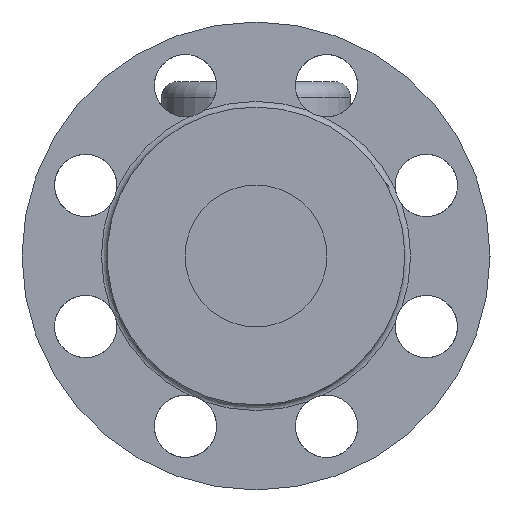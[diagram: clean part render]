
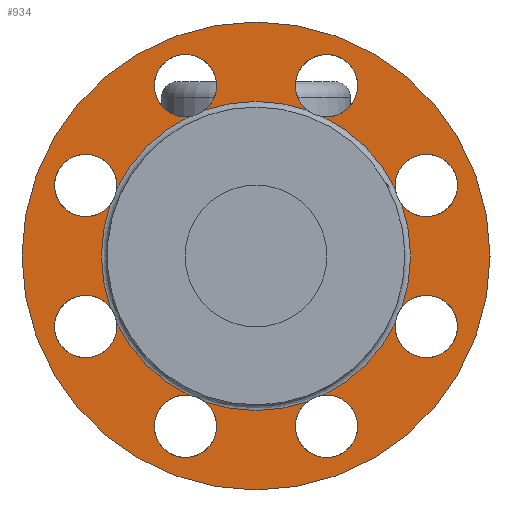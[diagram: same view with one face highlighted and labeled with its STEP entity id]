
A CAD part, left-side view. The second image highlights one B-rep face of the part: STEP entity #934.
In plain terms, the highlighted free-form (B-spline) face has degree [1, 1] with [2, 2] control points.
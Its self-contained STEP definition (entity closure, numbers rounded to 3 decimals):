
#230=CARTESIAN_POINT('',(-108.0,0.0,82.5));
#231=VERTEX_POINT('',#230);
#232=CARTESIAN_POINT('',(-108.0,0.0,0.));
#233=DIRECTION('',(-1.0,0.0,0.0));
#234=DIRECTION('',(0.0,0.0,1.0));
#235=AXIS2_PLACEMENT_3D('',#232,#233,#234);
#236=CIRCLE('',#235,82.5);
#237=EDGE_CURVE('',#231,#231,#236,.T.);
#298=CARTESIAN_POINT('',(-108.0,-18.052,51.424));
#299=VERTEX_POINT('',#298);
#300=CARTESIAN_POINT('',(-108.0,-23.597,49.127));
#301=VERTEX_POINT('',#300);
#315=CARTESIAN_POINT('',(-108.0,18.052,51.424));
#316=VERTEX_POINT('',#315);
#317=CARTESIAN_POINT('',(-108.0,0.0,0.));
#318=DIRECTION('',(-1.0,0.0,0.0));
#319=DIRECTION('',(0.0,0.0,-1.0));
#320=AXIS2_PLACEMENT_3D('',#317,#318,#319);
#321=CIRCLE('',#320,54.5);
#322=EDGE_CURVE('',#299,#316,#321,.T.);
#324=CARTESIAN_POINT('',(-108.0,23.597,49.127));
#325=VERTEX_POINT('',#324);
#339=CARTESIAN_POINT('',(-108.0,49.127,23.597));
#340=VERTEX_POINT('',#339);
#341=CARTESIAN_POINT('',(-108.0,0.0,0.));
#342=DIRECTION('',(-1.0,0.0,0.0));
#343=DIRECTION('',(0.0,0.0,-1.0));
#344=AXIS2_PLACEMENT_3D('',#341,#342,#343);
#345=CIRCLE('',#344,54.5);
#346=EDGE_CURVE('',#325,#340,#345,.T.);
#348=CARTESIAN_POINT('',(-108.0,51.424,18.052));
#349=VERTEX_POINT('',#348);
#363=CARTESIAN_POINT('',(-108.0,51.424,-18.052));
#364=VERTEX_POINT('',#363);
#365=CARTESIAN_POINT('',(-108.0,0.0,0.));
#366=DIRECTION('',(-1.0,0.0,0.0));
#367=DIRECTION('',(0.0,0.0,-1.0));
#368=AXIS2_PLACEMENT_3D('',#365,#366,#367);
#369=CIRCLE('',#368,54.5);
#370=EDGE_CURVE('',#349,#364,#369,.T.);
#372=CARTESIAN_POINT('',(-108.0,49.127,-23.597));
#373=VERTEX_POINT('',#372);
#387=CARTESIAN_POINT('',(-108.0,23.597,-49.127));
#388=VERTEX_POINT('',#387);
#389=CARTESIAN_POINT('',(-108.0,0.0,0.));
#390=DIRECTION('',(-1.0,0.0,0.0));
#391=DIRECTION('',(0.0,0.0,-1.0));
#392=AXIS2_PLACEMENT_3D('',#389,#390,#391);
#393=CIRCLE('',#392,54.5);
#394=EDGE_CURVE('',#373,#388,#393,.T.);
#396=CARTESIAN_POINT('',(-108.0,18.052,-51.424));
#397=VERTEX_POINT('',#396);
#411=CARTESIAN_POINT('',(-108.,-18.052,-51.424));
#412=VERTEX_POINT('',#411);
#413=CARTESIAN_POINT('',(-108.0,0.0,0.));
#414=DIRECTION('',(-1.0,0.0,0.0));
#415=DIRECTION('',(0.0,0.0,-1.0));
#416=AXIS2_PLACEMENT_3D('',#413,#414,#415);
#417=CIRCLE('',#416,54.5);
#418=EDGE_CURVE('',#397,#412,#417,.T.);
#420=CARTESIAN_POINT('',(-108.,-23.597,-49.127));
#421=VERTEX_POINT('',#420);
#435=CARTESIAN_POINT('',(-108.,-49.127,-23.597));
#436=VERTEX_POINT('',#435);
#437=CARTESIAN_POINT('',(-108.0,0.0,0.));
#438=DIRECTION('',(-1.0,0.0,0.0));
#439=DIRECTION('',(0.0,0.0,-1.0));
#440=AXIS2_PLACEMENT_3D('',#437,#438,#439);
#441=CIRCLE('',#440,54.5);
#442=EDGE_CURVE('',#421,#436,#441,.T.);
#444=CARTESIAN_POINT('',(-108.,-51.424,-18.052));
#445=VERTEX_POINT('',#444);
#459=CARTESIAN_POINT('',(-108.,-51.424,18.052));
#460=VERTEX_POINT('',#459);
#461=CARTESIAN_POINT('',(-108.0,0.0,0.));
#462=DIRECTION('',(-1.0,0.0,0.0));
#463=DIRECTION('',(0.0,0.0,-1.0));
#464=AXIS2_PLACEMENT_3D('',#461,#462,#463);
#465=CIRCLE('',#464,54.5);
#466=EDGE_CURVE('',#445,#460,#465,.T.);
#468=CARTESIAN_POINT('',(-108.,-49.127,23.597));
#469=VERTEX_POINT('',#468);
#483=CARTESIAN_POINT('',(-108.0,0.0,0.));
#484=DIRECTION('',(-1.0,0.0,0.0));
#485=DIRECTION('',(0.0,0.0,-1.0));
#486=AXIS2_PLACEMENT_3D('',#483,#484,#485);
#487=CIRCLE('',#486,54.5);
#488=EDGE_CURVE('',#469,#301,#487,.T.);
#658=CARTESIAN_POINT('',(-108.0,-24.874,60.052));
#659=DIRECTION('',(1.,0.,0.));
#660=DIRECTION('',(0.,0.707,-0.707));
#661=AXIS2_PLACEMENT_3D('',#658,#659,#660);
#662=CIRCLE('',#661,11.0);
#663=EDGE_CURVE('',#299,#301,#662,.T.);
#677=CARTESIAN_POINT('',(-108.0,-60.052,24.874));
#678=DIRECTION('',(1.0,0.0,0.0));
#679=DIRECTION('',(0.0,1.0,0.0));
#680=AXIS2_PLACEMENT_3D('',#677,#678,#679);
#681=CIRCLE('',#680,11.0);
#682=EDGE_CURVE('',#469,#460,#681,.T.);
#696=CARTESIAN_POINT('',(-108.0,-60.052,-24.874));
#697=DIRECTION('',(1.0,0.,0.));
#698=DIRECTION('',(0.,0.707,0.707));
#699=AXIS2_PLACEMENT_3D('',#696,#697,#698);
#700=CIRCLE('',#699,11.);
#701=EDGE_CURVE('',#445,#436,#700,.T.);
#715=CARTESIAN_POINT('',(-108.0,-24.874,-60.052));
#716=DIRECTION('',(1.0,0.0,0.0));
#717=DIRECTION('',(0.0,0.0,1.0));
#718=AXIS2_PLACEMENT_3D('',#715,#716,#717);
#719=CIRCLE('',#718,11.0);
#720=EDGE_CURVE('',#421,#412,#719,.T.);
#734=CARTESIAN_POINT('',(-108.0,24.874,-60.052));
#735=DIRECTION('',(1.0,0.,0.));
#736=DIRECTION('',(0.,-0.707,0.707));
#737=AXIS2_PLACEMENT_3D('',#734,#735,#736);
#738=CIRCLE('',#737,11.);
#739=EDGE_CURVE('',#397,#388,#738,.T.);
#753=CARTESIAN_POINT('',(-108.0,60.052,-24.874));
#754=DIRECTION('',(1.0,0.0,0.0));
#755=DIRECTION('',(0.0,-1.0,0.0));
#756=AXIS2_PLACEMENT_3D('',#753,#754,#755);
#757=CIRCLE('',#756,11.0);
#758=EDGE_CURVE('',#373,#364,#757,.T.);
#772=CARTESIAN_POINT('',(-108.0,60.052,24.874));
#773=DIRECTION('',(1.0,0.,0.));
#774=DIRECTION('',(0.,-0.707,-0.707));
#775=AXIS2_PLACEMENT_3D('',#772,#773,#774);
#776=CIRCLE('',#775,11.);
#777=EDGE_CURVE('',#349,#340,#776,.T.);
#791=CARTESIAN_POINT('',(-108.0,24.874,60.052));
#792=DIRECTION('',(1.0,0.0,0.0));
#793=DIRECTION('',(0.0,0.0,-1.0));
#794=AXIS2_PLACEMENT_3D('',#791,#792,#793);
#795=CIRCLE('',#794,11.0);
#796=EDGE_CURVE('',#325,#316,#795,.T.);
#908=CARTESIAN_POINT('',(-108.0,82.5,82.5));
#909=CARTESIAN_POINT('',(-108.,82.5,-82.5));
#910=CARTESIAN_POINT('',(-108.0,-82.5,82.5));
#911=CARTESIAN_POINT('',(-108.0,-82.5,-82.5));
#912=B_SPLINE_SURFACE_WITH_KNOTS('',1,1,((#908,#910),(#909,#911)),.UNSPECIFIED.,.F.,.F.,.U.,(2,2),(2,2),(0.0,165.0),(0.0,165.0),.UNSPECIFIED.);
#913=ORIENTED_EDGE('',*,*,#237,.T.);
#914=EDGE_LOOP('',(#913));
#915=FACE_OUTER_BOUND('',#914,.T.);
#916=ORIENTED_EDGE('',*,*,#442,.F.);
#917=ORIENTED_EDGE('',*,*,#720,.T.);
#918=ORIENTED_EDGE('',*,*,#418,.F.);
#919=ORIENTED_EDGE('',*,*,#739,.T.);
#920=ORIENTED_EDGE('',*,*,#394,.F.);
#921=ORIENTED_EDGE('',*,*,#758,.T.);
#922=ORIENTED_EDGE('',*,*,#370,.F.);
#923=ORIENTED_EDGE('',*,*,#777,.T.);
#924=ORIENTED_EDGE('',*,*,#346,.F.);
#925=ORIENTED_EDGE('',*,*,#796,.T.);
#926=ORIENTED_EDGE('',*,*,#322,.F.);
#927=ORIENTED_EDGE('',*,*,#663,.T.);
#928=ORIENTED_EDGE('',*,*,#488,.F.);
#929=ORIENTED_EDGE('',*,*,#682,.T.);
#930=ORIENTED_EDGE('',*,*,#466,.F.);
#931=ORIENTED_EDGE('',*,*,#701,.T.);
#932=EDGE_LOOP('',(#916,#917,#918,#919,#920,#921,#922,#923,#924,#925,#926,#927,#928,#929,#930,#931));
#933=FACE_BOUND('',#932,.T.);
#934=ADVANCED_FACE('',(#915,#933),#912,.T.);
